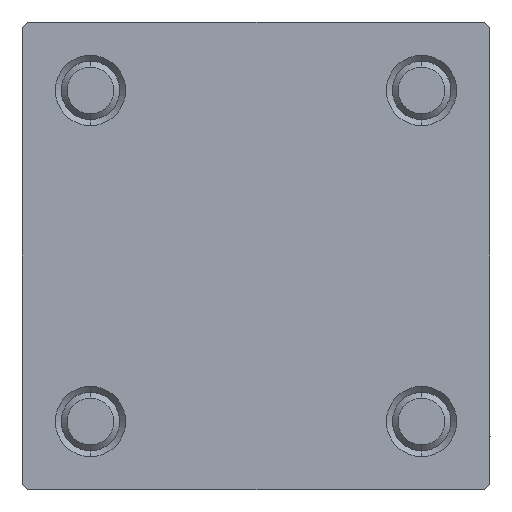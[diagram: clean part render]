
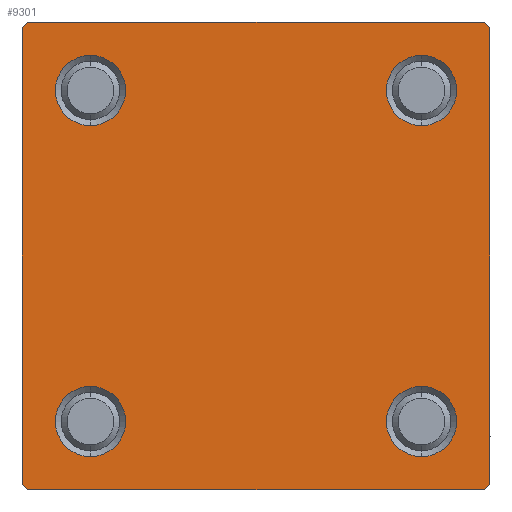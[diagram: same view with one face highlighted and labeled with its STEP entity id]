
A CAD part, left-side view. The second image highlights one B-rep face of the part: STEP entity #9301.
In plain terms, the highlighted planar face has unit normal (-1, 0, 0).
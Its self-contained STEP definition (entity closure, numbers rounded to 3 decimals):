
#873 = DIRECTION ( 'NONE',  ( 0., 0.707, -0.707 ) ) ;
#1158 = EDGE_LOOP ( 'NONE', ( #1302, #23791 ) ) ;
#1286 = VERTEX_POINT ( 'NONE', #27441 ) ;
#1302 = ORIENTED_EDGE ( 'NONE', *, *, #23986, .T. ) ;
#1361 = LINE ( 'NONE', #24048, #17877 ) ;
#2646 = ORIENTED_EDGE ( 'NONE', *, *, #26583, .F. ) ;
#3079 = CARTESIAN_POINT ( 'NONE',  ( 0., 20., 20. ) ) ;
#3128 = VERTEX_POINT ( 'NONE', #32550 ) ;
#5489 = VERTEX_POINT ( 'NONE', #32937 ) ;
#5729 = VERTEX_POINT ( 'NONE', #21282 ) ;
#5912 = AXIS2_PLACEMENT_3D ( 'NONE', #28604, #43943, #9469 ) ;
#5973 = DIRECTION ( 'NONE',  ( 0., 0., 1. ) ) ;
#5987 = VECTOR ( 'NONE', #9201, 1000. ) ;
#6854 = FACE_BOUND ( 'NONE', #30803, .T. ) ;
#7101 = PLANE ( 'NONE',  #18885 ) ;
#7955 = LINE ( 'NONE', #16011, #27247 ) ;
#8829 = ORIENTED_EDGE ( 'NONE', *, *, #43964, .T. ) ;
#8911 = DIRECTION ( 'NONE',  ( 1., 0., 0. ) ) ;
#8922 = DIRECTION ( 'NONE',  ( 0., -0.707, 0.707 ) ) ;
#8961 = EDGE_CURVE ( 'NONE', #23545, #26298, #43669, .T. ) ;
#8981 = CARTESIAN_POINT ( 'NONE',  ( 0., -14.15, -14.15 ) ) ;
#9140 = EDGE_LOOP ( 'NONE', ( #16200, #22912 ) ) ;
#9197 = DIRECTION ( 'NONE',  ( 1., 0., 0. ) ) ;
#9201 = DIRECTION ( 'NONE',  ( 0., -1., 0. ) ) ;
#9301 = ADVANCED_FACE ( 'NONE', ( #6854, #14915, #17673, #9878, #10630 ), #7101, .T. ) ;
#9469 = DIRECTION ( 'NONE',  ( 0., 0., 1. ) ) ;
#9827 = CIRCLE ( 'NONE', #37977, 3. ) ;
#9878 = FACE_BOUND ( 'NONE', #9140, .T. ) ;
#9940 = ORIENTED_EDGE ( 'NONE', *, *, #35160, .F. ) ;
#10138 = DIRECTION ( 'NONE',  ( 0., 0., 1. ) ) ;
#10573 = ORIENTED_EDGE ( 'NONE', *, *, #16643, .T. ) ;
#10630 = FACE_OUTER_BOUND ( 'NONE', #37863, .T. ) ;
#10859 = VERTEX_POINT ( 'NONE', #42181 ) ;
#11336 = CIRCLE ( 'NONE', #33013, 3. ) ;
#11778 = LINE ( 'NONE', #27385, #28209 ) ;
#11885 = CIRCLE ( 'NONE', #16737, 3. ) ;
#12107 = VERTEX_POINT ( 'NONE', #13008 ) ;
#12195 = CARTESIAN_POINT ( 'NONE',  ( 0., -14.15, 14.15 ) ) ;
#12927 = DIRECTION ( 'NONE',  ( 0., 0., 1. ) ) ;
#13008 = CARTESIAN_POINT ( 'NONE',  ( 0., -14.15, -11.15 ) ) ;
#13734 = DIRECTION ( 'NONE',  ( 0., 0.707, 0.707 ) ) ;
#13755 = VECTOR ( 'NONE', #36814, 1000. ) ;
#13873 = CARTESIAN_POINT ( 'NONE',  ( 0., 14.15, 14.15 ) ) ;
#14915 = FACE_BOUND ( 'NONE', #1158, .T. ) ;
#15718 = AXIS2_PLACEMENT_3D ( 'NONE', #8981, #19588, #27392 ) ;
#16011 = CARTESIAN_POINT ( 'NONE',  ( 0., 19.75, 19.75 ) ) ;
#16200 = ORIENTED_EDGE ( 'NONE', *, *, #28095, .T. ) ;
#16585 = EDGE_CURVE ( 'NONE', #35150, #10859, #41591, .T. ) ;
#16643 = EDGE_CURVE ( 'NONE', #49448, #35909, #11336, .T. ) ;
#16737 = AXIS2_PLACEMENT_3D ( 'NONE', #48260, #29140, #5973 ) ;
#17110 = EDGE_CURVE ( 'NONE', #10859, #23545, #11778, .T. ) ;
#17673 = FACE_BOUND ( 'NONE', #45286, .T. ) ;
#17877 = VECTOR ( 'NONE', #8922, 1000. ) ;
#17880 = VECTOR ( 'NONE', #13734, 1000. ) ;
#17939 = CARTESIAN_POINT ( 'NONE',  ( 0., -14.15, 14.15 ) ) ;
#18547 = CARTESIAN_POINT ( 'NONE',  ( 0., -14.15, 11.15 ) ) ;
#18652 = ORIENTED_EDGE ( 'NONE', *, *, #8961, .T. ) ;
#18885 = AXIS2_PLACEMENT_3D ( 'NONE', #48892, #36808, #10138 ) ;
#19510 = DIRECTION ( 'NONE',  ( 0., 0., 1. ) ) ;
#19588 = DIRECTION ( 'NONE',  ( 1., 0., 0. ) ) ;
#20499 = DIRECTION ( 'NONE',  ( 1., 0., 0. ) ) ;
#21019 = ORIENTED_EDGE ( 'NONE', *, *, #41993, .T. ) ;
#21282 = CARTESIAN_POINT ( 'NONE',  ( 0., -19.5, 20. ) ) ;
#21343 = VERTEX_POINT ( 'NONE', #45472 ) ;
#21469 = ORIENTED_EDGE ( 'NONE', *, *, #44158, .T. ) ;
#22235 = DIRECTION ( 'NONE',  ( 0., 0., 1. ) ) ;
#22910 = DIRECTION ( 'NONE',  ( 0., -1., 0. ) ) ;
#22912 = ORIENTED_EDGE ( 'NONE', *, *, #43429, .T. ) ;
#23013 = ORIENTED_EDGE ( 'NONE', *, *, #37124, .T. ) ;
#23545 = VERTEX_POINT ( 'NONE', #41100 ) ;
#23791 = ORIENTED_EDGE ( 'NONE', *, *, #31921, .T. ) ;
#23943 = CIRCLE ( 'NONE', #25556, 3. ) ;
#23986 = EDGE_CURVE ( 'NONE', #12107, #3128, #46152, .T. ) ;
#24048 = CARTESIAN_POINT ( 'NONE',  ( 0., -19.75, -19.75 ) ) ;
#24085 = CIRCLE ( 'NONE', #36933, 3. ) ;
#24564 = DIRECTION ( 'NONE',  ( 0., 0., 1. ) ) ;
#24772 = VERTEX_POINT ( 'NONE', #42314 ) ;
#24807 = CARTESIAN_POINT ( 'NONE',  ( 0., 20., -20. ) ) ;
#25556 = AXIS2_PLACEMENT_3D ( 'NONE', #27598, #9197, #24564 ) ;
#26298 = VERTEX_POINT ( 'NONE', #26726 ) ;
#26583 = EDGE_CURVE ( 'NONE', #1286, #5729, #45799, .T. ) ;
#26726 = CARTESIAN_POINT ( 'NONE',  ( 0., -19.5, -20. ) ) ;
#26886 = VERTEX_POINT ( 'NONE', #37685 ) ;
#27113 = VECTOR ( 'NONE', #35190, 1000. ) ;
#27247 = VECTOR ( 'NONE', #873, 1000. ) ;
#27385 = CARTESIAN_POINT ( 'NONE',  ( 0., 19.75, -19.75 ) ) ;
#27392 = DIRECTION ( 'NONE',  ( 0., 0., 1. ) ) ;
#27441 = CARTESIAN_POINT ( 'NONE',  ( 0., 19.5, 20. ) ) ;
#27565 = CARTESIAN_POINT ( 'NONE',  ( 0., 14.15, 17.15 ) ) ;
#27598 = CARTESIAN_POINT ( 'NONE',  ( 0., 14.15, -14.15 ) ) ;
#27890 = LINE ( 'NONE', #43227, #27113 ) ;
#28095 = EDGE_CURVE ( 'NONE', #44165, #21343, #38138, .T. ) ;
#28209 = VECTOR ( 'NONE', #46744, 1000. ) ;
#28241 = DIRECTION ( 'NONE',  ( 0., 0., 1. ) ) ;
#28604 = CARTESIAN_POINT ( 'NONE',  ( 0., -14.15, -14.15 ) ) ;
#29140 = DIRECTION ( 'NONE',  ( 1., 0., 0. ) ) ;
#29604 = CARTESIAN_POINT ( 'NONE',  ( 0., -19.75, 19.75 ) ) ;
#30803 = EDGE_LOOP ( 'NONE', ( #10573, #21469 ) ) ;
#31921 = EDGE_CURVE ( 'NONE', #3128, #12107, #43045, .T. ) ;
#32052 = CARTESIAN_POINT ( 'NONE',  ( 0., 14.15, 14.15 ) ) ;
#32128 = CARTESIAN_POINT ( 'NONE',  ( 0., 20., 19.5 ) ) ;
#32550 = CARTESIAN_POINT ( 'NONE',  ( 0., -14.15, -17.15 ) ) ;
#32694 = ORIENTED_EDGE ( 'NONE', *, *, #16585, .T. ) ;
#32937 = CARTESIAN_POINT ( 'NONE',  ( 0., -20., -19.5 ) ) ;
#33013 = AXIS2_PLACEMENT_3D ( 'NONE', #17939, #33293, #22235 ) ;
#33293 = DIRECTION ( 'NONE',  ( 1., 0., 0. ) ) ;
#35150 = VERTEX_POINT ( 'NONE', #32128 ) ;
#35160 = EDGE_CURVE ( 'NONE', #47755, #5489, #27890, .T. ) ;
#35190 = DIRECTION ( 'NONE',  ( 0., 0., -1. ) ) ;
#35676 = AXIS2_PLACEMENT_3D ( 'NONE', #13873, #43344, #28241 ) ;
#35909 = VERTEX_POINT ( 'NONE', #18547 ) ;
#36631 = ORIENTED_EDGE ( 'NONE', *, *, #39520, .T. ) ;
#36808 = DIRECTION ( 'NONE',  ( -1., 0., 0. ) ) ;
#36814 = DIRECTION ( 'NONE',  ( 0., 0., -1. ) ) ;
#36933 = AXIS2_PLACEMENT_3D ( 'NONE', #32052, #20499, #12927 ) ;
#37124 = EDGE_CURVE ( 'NONE', #26886, #24772, #23943, .T. ) ;
#37685 = CARTESIAN_POINT ( 'NONE',  ( 0., 14.15, -11.15 ) ) ;
#37863 = EDGE_LOOP ( 'NONE', ( #32694, #41560, #18652, #39003, #9940, #8829, #2646, #36631 ) ) ;
#37977 = AXIS2_PLACEMENT_3D ( 'NONE', #12195, #8911, #19510 ) ;
#38138 = CIRCLE ( 'NONE', #35676, 3. ) ;
#38969 = CARTESIAN_POINT ( 'NONE',  ( 0., -20., 19.5 ) ) ;
#39003 = ORIENTED_EDGE ( 'NONE', *, *, #47148, .T. ) ;
#39520 = EDGE_CURVE ( 'NONE', #1286, #35150, #7955, .T. ) ;
#41100 = CARTESIAN_POINT ( 'NONE',  ( 0., 19.5, -20. ) ) ;
#41560 = ORIENTED_EDGE ( 'NONE', *, *, #17110, .T. ) ;
#41591 = LINE ( 'NONE', #3079, #13755 ) ;
#41760 = CARTESIAN_POINT ( 'NONE',  ( 0., 20., 20. ) ) ;
#41993 = EDGE_CURVE ( 'NONE', #24772, #26886, #11885, .T. ) ;
#42181 = CARTESIAN_POINT ( 'NONE',  ( 0., 20., -19.5 ) ) ;
#42314 = CARTESIAN_POINT ( 'NONE',  ( 0., 14.15, -17.15 ) ) ;
#43045 = CIRCLE ( 'NONE', #15718, 3. ) ;
#43227 = CARTESIAN_POINT ( 'NONE',  ( 0., -20., 20. ) ) ;
#43344 = DIRECTION ( 'NONE',  ( 1., 0., 0. ) ) ;
#43429 = EDGE_CURVE ( 'NONE', #21343, #44165, #24085, .T. ) ;
#43669 = LINE ( 'NONE', #24807, #5987 ) ;
#43943 = DIRECTION ( 'NONE',  ( 1., 0., 0. ) ) ;
#43964 = EDGE_CURVE ( 'NONE', #47755, #5729, #48214, .T. ) ;
#44158 = EDGE_CURVE ( 'NONE', #35909, #49448, #9827, .T. ) ;
#44165 = VERTEX_POINT ( 'NONE', #27565 ) ;
#45278 = VECTOR ( 'NONE', #22910, 1000. ) ;
#45286 = EDGE_LOOP ( 'NONE', ( #23013, #21019 ) ) ;
#45472 = CARTESIAN_POINT ( 'NONE',  ( 0., 14.15, 11.15 ) ) ;
#45610 = CARTESIAN_POINT ( 'NONE',  ( 0., -14.15, 17.15 ) ) ;
#45799 = LINE ( 'NONE', #41760, #45278 ) ;
#46152 = CIRCLE ( 'NONE', #5912, 3. ) ;
#46744 = DIRECTION ( 'NONE',  ( 0., -0.707, -0.707 ) ) ;
#47148 = EDGE_CURVE ( 'NONE', #26298, #5489, #1361, .T. ) ;
#47755 = VERTEX_POINT ( 'NONE', #38969 ) ;
#48214 = LINE ( 'NONE', #29604, #17880 ) ;
#48260 = CARTESIAN_POINT ( 'NONE',  ( 0., 14.15, -14.15 ) ) ;
#48892 = CARTESIAN_POINT ( 'NONE',  ( 0., 0., 0. ) ) ;
#49448 = VERTEX_POINT ( 'NONE', #45610 ) ;
